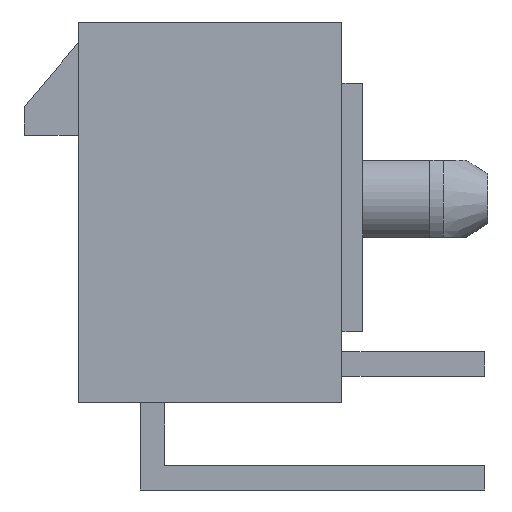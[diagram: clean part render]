
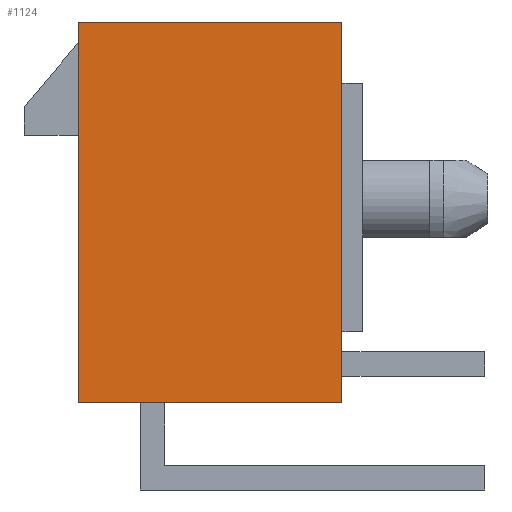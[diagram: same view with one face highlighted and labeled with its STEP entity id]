
A CAD part, left-side view. The second image highlights one B-rep face of the part: STEP entity #1124.
In plain terms, the highlighted planar face has unit normal (-1, 0, 0).
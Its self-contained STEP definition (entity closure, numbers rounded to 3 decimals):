
#5=DIRECTION('',(0.,1.,0.));
#6=VECTOR('',#5,6.86);
#7=CARTESIAN_POINT('',(-1.925,0.,0.));
#8=LINE('',#7,#6);
#109=DIRECTION('',(0.,0.,-1.));
#110=VECTOR('',#109,9.91);
#111=CARTESIAN_POINT('',(-1.925,6.86,0.));
#112=LINE('',#111,#110);
#129=DIRECTION('',(0.,0.,-1.));
#130=VECTOR('',#129,9.91);
#131=CARTESIAN_POINT('',(-1.925,0.,0.));
#132=LINE('',#131,#130);
#145=DIRECTION('',(0.,1.,0.));
#146=VECTOR('',#145,6.86);
#147=CARTESIAN_POINT('',(-1.925,0.,-9.91));
#148=LINE('',#147,#146);
#762=CARTESIAN_POINT('',(-1.925,0.,0.));
#764=VERTEX_POINT('',#762);
#765=CARTESIAN_POINT('',(-1.925,6.86,0.));
#766=VERTEX_POINT('',#765);
#770=CARTESIAN_POINT('',(-1.925,0.,-9.91));
#772=VERTEX_POINT('',#770);
#773=CARTESIAN_POINT('',(-1.925,6.86,-9.91));
#774=VERTEX_POINT('',#773);
#1112=CARTESIAN_POINT('',(-1.925,0.,0.));
#1113=DIRECTION('',(-1.,0.,0.));
#1114=DIRECTION('',(0.,1.,0.));
#1115=AXIS2_PLACEMENT_3D('',#1112,#1113,#1114);
#1116=PLANE('',#1115);
#1117=ORIENTED_EDGE('',*,*,#998,.F.);
#1118=ORIENTED_EDGE('',*,*,#1039,.T.);
#1120=ORIENTED_EDGE('',*,*,#1119,.T.);
#1121=ORIENTED_EDGE('',*,*,#1094,.F.);
#1122=EDGE_LOOP('',(#1117,#1118,#1120,#1121));
#1123=FACE_OUTER_BOUND('',#1122,.F.);
#1124=ADVANCED_FACE('',(#1123),#1116,.T.);
#998=EDGE_CURVE('',#764,#766,#8,.T.);
#1039=EDGE_CURVE('',#764,#772,#132,.T.);
#1094=EDGE_CURVE('',#766,#774,#112,.T.);
#1119=EDGE_CURVE('',#772,#774,#148,.T.);
